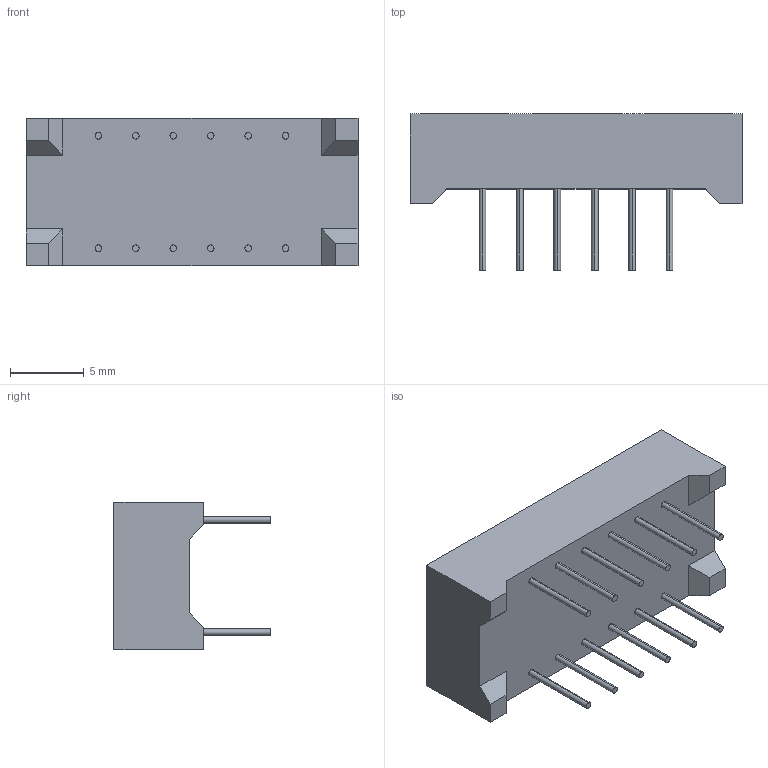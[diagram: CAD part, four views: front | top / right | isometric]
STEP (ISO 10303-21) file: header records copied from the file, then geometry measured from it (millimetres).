
FILE_DESCRIPTION (( 'STEP AP214' ), '1' );
FILE_NAME ('LDT-N28-04RI.STEP', '2018-06-20T15:37:26', ( '' ), ( '' ), 'SwSTEP 2.0', 'SolidWorks 2017', '' );
FILE_SCHEMA (( 'AUTOMOTIVE_DESIGN' ));
Length unit declared in the file: millimetre
Products named in the file (1): LDT-N28-04RI
Bounding box: 22.53 x 10.6 x 10 mm (x, y, z)
Volume: 1175.9 mm3; surface area: 1045.1 mm2
Topology: 37 solids, 37 shells, 402 faces, 912 edges, 608 vertices
Faces by surface type: plane 366, cylinder 36
Entity records: 11446 total; most frequent: CARTESIAN_POINT 1923, ORIENTED_EDGE 1824, DIRECTION 1790, EDGE_CURVE 912, LINE 840, VECTOR 840, VERTEX_POINT 608, AXIS2_PLACEMENT_3D 475
